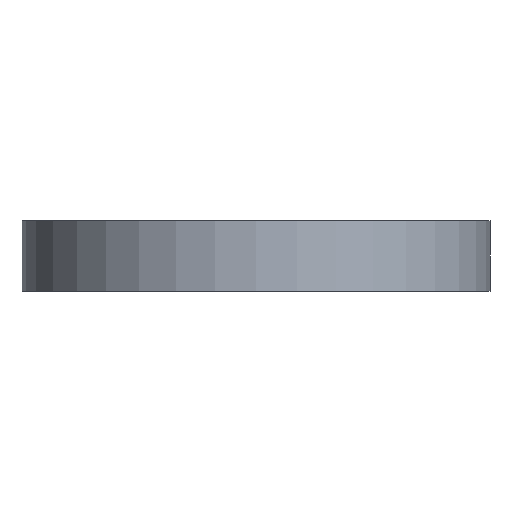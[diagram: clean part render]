
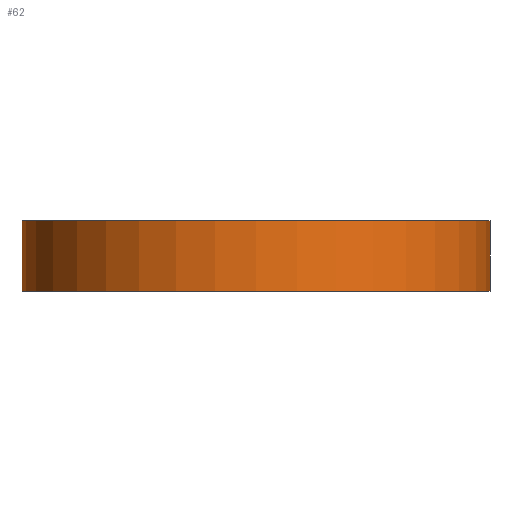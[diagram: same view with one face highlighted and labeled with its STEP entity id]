
A CAD part, left-side view. The second image highlights one B-rep face of the part: STEP entity #62.
In plain terms, the highlighted cylindrical face has radius 16.5 mm (diameter 33 mm), a partial arc.
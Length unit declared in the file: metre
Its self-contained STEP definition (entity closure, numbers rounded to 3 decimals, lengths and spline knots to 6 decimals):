
#62=ADVANCED_FACE('321:3208',(#114),#115,.T.);
#114=FACE_OUTER_BOUND('',#185,.T.);
#115=CYLINDRICAL_SURFACE('',#186,0.0165);
#185=EDGE_LOOP('',(#357,#358,#359,#360));
#186=AXIS2_PLACEMENT_3D('',#361,#362,#363);
#357=ORIENTED_EDGE('',*,*,#514,.T.);
#358=ORIENTED_EDGE('',*,*,#549,.T.);
#359=ORIENTED_EDGE('',*,*,#517,.T.);
#360=ORIENTED_EDGE('',*,*,#571,.F.);
#361=CARTESIAN_POINT('',(-0.003587,0.100471,0.013353));
#362=DIRECTION('',(0.,0.,1.0));
#363=DIRECTION('',(0.,-1.0,0.));
#514=EDGE_CURVE('',#619,#620,#621,.T.);
#517=EDGE_CURVE('',#626,#624,#627,.T.);
#549=EDGE_CURVE('321:3331',#620,#626,#683,.T.);
#571=EDGE_CURVE('321:3397',#619,#624,#720,.T.);
#619=VERTEX_POINT('',#776);
#620=VERTEX_POINT('',#777);
#621=LINE('',#778,#779);
#624=VERTEX_POINT('',#782);
#626=VERTEX_POINT('',#784);
#627=LINE('',#785,#786);
#683=CIRCLE('',#852,0.0165);
#720=CIRCLE('',#895,0.0165);
#776=CARTESIAN_POINT('',(-0.003587,0.083971,0.013353));
#777=CARTESIAN_POINT('',(-0.003587,0.083971,0.018353));
#778=CARTESIAN_POINT('',(-0.003587,0.083971,0.013353));
#779=VECTOR('',#958,1.0);
#782=CARTESIAN_POINT('',(-0.003587,0.116971,0.013353));
#784=CARTESIAN_POINT('',(-0.003587,0.116971,0.018353));
#785=CARTESIAN_POINT('',(-0.003587,0.116971,0.013353));
#786=VECTOR('',#965,1.0);
#852=AXIS2_PLACEMENT_3D('',#1039,#1040,#1041);
#895=AXIS2_PLACEMENT_3D('',#1093,#1094,#1095);
#958=DIRECTION('',(0.,0.,1.0));
#965=DIRECTION('',(0.,0.,-1.0));
#1039=CARTESIAN_POINT('',(-0.003587,0.100471,0.018353));
#1040=DIRECTION('',(0.,0.,-1.0));
#1041=DIRECTION('',(0.,-1.0,0.));
#1093=CARTESIAN_POINT('',(-0.003587,0.100471,0.013353));
#1094=DIRECTION('',(0.,0.,-1.0));
#1095=DIRECTION('',(0.,-1.0,0.));
